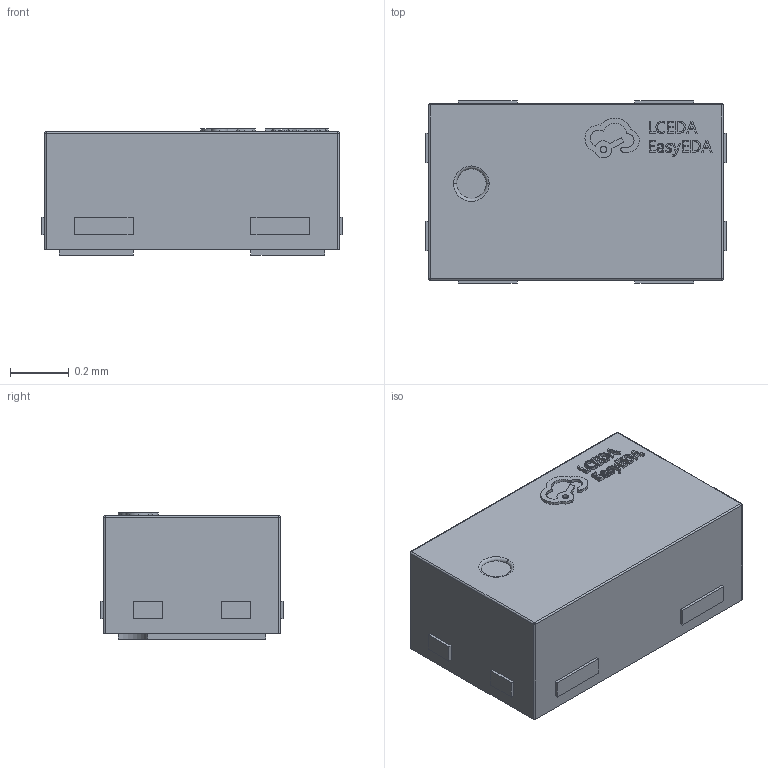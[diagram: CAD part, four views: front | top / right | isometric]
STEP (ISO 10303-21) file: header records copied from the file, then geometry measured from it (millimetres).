
FILE_DESCRIPTION (( 'STEP AP214' ), '1' );
FILE_NAME ('DFN1006_L1-W0.6-H0.4-2L-RD.step', '2022-06-30T13:39:05', ( '' ), ( '' ), 'SwSTEP 2.0', 'SolidWorks 2020', '' );
FILE_SCHEMA (( 'AUTOMOTIVE_DESIGN' ));
Length unit declared in the file: millimetre
Products named in the file (1): DFN1006_L1-W0.6-H0.4-2L-RD
Bounding box: 1.02 x 0.62 x 0.43 mm (x, y, z)
Volume: 0.2 mm3; surface area: 2.6 mm2
Topology: 1 solids, 1 shells, 355 faces, 940 edges, 620 vertices
Faces by surface type: plane 228, bspline 112, cylinder 9, sphere 4, torus 2
Entity records: 15978 total; most frequent: CARTESIAN_POINT 4016, ORIENTED_EDGE 1872, DIRECTION 1220, EDGE_CURVE 936, LINE 684, VECTOR 684, VERTEX_POINT 620, EDGE_LOOP 392
